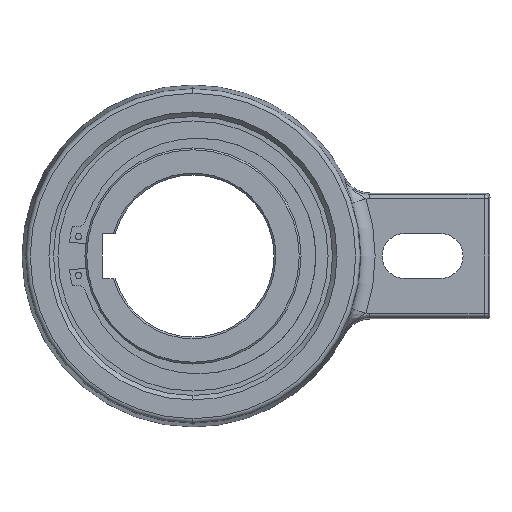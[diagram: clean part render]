
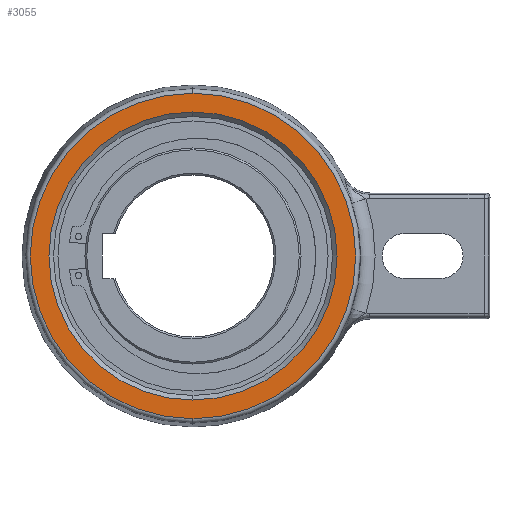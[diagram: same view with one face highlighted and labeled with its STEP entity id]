
A CAD part, left-side view. The second image highlights one B-rep face of the part: STEP entity #3055.
In plain terms, the highlighted planar face has unit normal (-1, 0, 0).
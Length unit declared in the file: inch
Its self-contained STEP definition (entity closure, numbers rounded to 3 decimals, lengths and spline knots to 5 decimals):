
#683=CARTESIAN_POINT('',(-0.88583,0.,
0.));
#684=DIRECTION('',(1.,0.,0.));
#685=DIRECTION('',(0.,0.,-1.));
#686=AXIS2_PLACEMENT_3D('',#683,#684,#685);
#697=CARTESIAN_POINT('',(-0.88583,0.,0.));
#698=DIRECTION('',(1.,0.,0.));
#699=DIRECTION('',(0.,0.,1.));
#700=AXIS2_PLACEMENT_3D('',#697,#698,#699);
#711=CARTESIAN_POINT('',(-0.88583,0.,
0.));
#712=DIRECTION('',(-1.,0.,0.));
#713=DIRECTION('',(0.,0.,-1.));
#714=AXIS2_PLACEMENT_3D('',#711,#712,#713);
#726=CARTESIAN_POINT('',(-0.88583,0.,
0.));
#727=DIRECTION('',(-1.,0.,0.));
#728=DIRECTION('',(0.,0.,1.));
#729=AXIS2_PLACEMENT_3D('',#726,#727,#728);
#2016=CARTESIAN_POINT('',(-0.88583,0.,
3.55843));
#2018=VERTEX_POINT('',#2016);
#2021=CARTESIAN_POINT('',(-0.88583,0.,
-3.55843));
#2023=VERTEX_POINT('',#2021);
#2027=CARTESIAN_POINT('',(-0.88583,0.,
-3.14961));
#2029=VERTEX_POINT('',#2027);
#2033=CARTESIAN_POINT('',(-0.88583,0.,
3.14961));
#2035=VERTEX_POINT('',#2033);
#3040=CARTESIAN_POINT('',(-0.88583,0.,0.));
#3041=DIRECTION('',(1.,0.,0.));
#3042=DIRECTION('',(0.,0.,-1.));
#3043=AXIS2_PLACEMENT_3D('',#3040,#3041,#3042);
#3044=PLANE('',#3043);
#3046=ORIENTED_EDGE('',*,*,#3045,.F.);
#3048=ORIENTED_EDGE('',*,*,#3047,.F.);
#3049=EDGE_LOOP('',(#3046,#3048));
#3050=FACE_OUTER_BOUND('',#3049,.F.);
#3051=ORIENTED_EDGE('',*,*,#3019,.F.);
#3052=ORIENTED_EDGE('',*,*,#3033,.F.);
#3053=EDGE_LOOP('',(#3051,#3052));
#3054=FACE_BOUND('',#3053,.F.);
#687=CIRCLE('',#686,3.14961);
#701=CIRCLE('',#700,3.14961);
#715=CIRCLE('',#714,3.55843);
#730=CIRCLE('',#729,3.55843);
#3019=EDGE_CURVE('',#2029,#2035,#687,.T.);
#3033=EDGE_CURVE('',#2035,#2029,#701,.T.);
#3045=EDGE_CURVE('',#2023,#2018,#715,.T.);
#3047=EDGE_CURVE('',#2018,#2023,#730,.T.);
#3055=ADVANCED_FACE('',(#3050,#3054),#3044,.F.);
